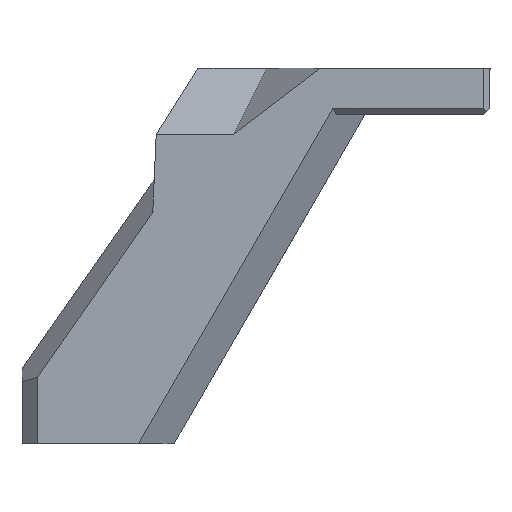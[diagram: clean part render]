
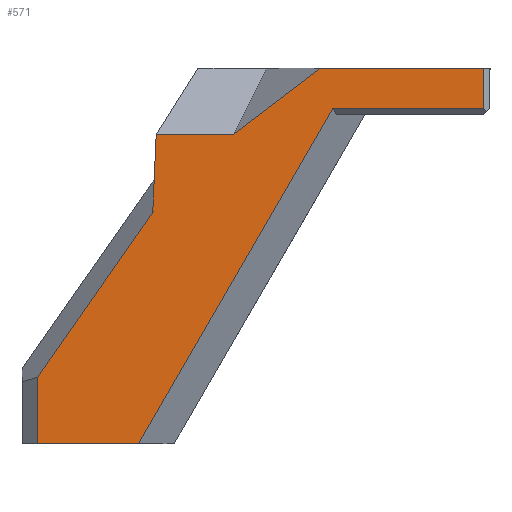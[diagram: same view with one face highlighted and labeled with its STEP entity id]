
A CAD part, front view. The second image highlights one B-rep face of the part: STEP entity #571.
In plain terms, the highlighted planar face has unit normal (0, -1, 0).
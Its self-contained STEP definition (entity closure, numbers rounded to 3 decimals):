
#28=FACE_OUTER_BOUND('',#58,.T.);
#58=EDGE_LOOP('',(#420,#421,#422,#423,#424,#425,#426,#427,#428,#429));
#81=LINE('',#786,#160);
#92=LINE('',#807,#171);
#108=LINE('',#842,#187);
#111=LINE('',#848,#190);
#112=LINE('',#850,#191);
#113=LINE('',#852,#192);
#114=LINE('',#854,#193);
#115=LINE('',#856,#194);
#116=LINE('',#858,#195);
#117=LINE('',#859,#196);
#160=VECTOR('',#642,10.);
#171=VECTOR('',#655,10.);
#187=VECTOR('',#685,10.);
#190=VECTOR('',#690,10.);
#191=VECTOR('',#691,10.);
#192=VECTOR('',#692,10.);
#193=VECTOR('',#693,10.);
#194=VECTOR('',#694,10.);
#195=VECTOR('',#695,10.);
#196=VECTOR('',#696,10.);
#239=VERTEX_POINT('',#783);
#240=VERTEX_POINT('',#785);
#249=VERTEX_POINT('',#805);
#261=VERTEX_POINT('',#841);
#263=VERTEX_POINT('',#847);
#264=VERTEX_POINT('',#849);
#265=VERTEX_POINT('',#851);
#266=VERTEX_POINT('',#853);
#267=VERTEX_POINT('',#855);
#268=VERTEX_POINT('',#857);
#293=EDGE_CURVE('',#239,#240,#81,.T.);
#304=EDGE_CURVE('',#239,#249,#92,.F.);
#321=EDGE_CURVE('',#240,#261,#108,.T.);
#324=EDGE_CURVE('',#249,#263,#111,.T.);
#325=EDGE_CURVE('',#264,#263,#112,.T.);
#326=EDGE_CURVE('',#265,#264,#113,.T.);
#327=EDGE_CURVE('',#266,#265,#114,.T.);
#328=EDGE_CURVE('',#267,#266,#115,.T.);
#329=EDGE_CURVE('',#268,#267,#116,.T.);
#330=EDGE_CURVE('',#261,#268,#117,.T.);
#420=ORIENTED_EDGE('',*,*,#293,.F.);
#421=ORIENTED_EDGE('',*,*,#304,.T.);
#422=ORIENTED_EDGE('',*,*,#324,.T.);
#423=ORIENTED_EDGE('',*,*,#325,.F.);
#424=ORIENTED_EDGE('',*,*,#326,.F.);
#425=ORIENTED_EDGE('',*,*,#327,.F.);
#426=ORIENTED_EDGE('',*,*,#328,.F.);
#427=ORIENTED_EDGE('',*,*,#329,.F.);
#428=ORIENTED_EDGE('',*,*,#330,.F.);
#429=ORIENTED_EDGE('',*,*,#321,.F.);
#543=PLANE('',#615);
#571=ADVANCED_FACE('',(#28),#543,.F.);
#615=AXIS2_PLACEMENT_3D('',#846,#688,#689);
#642=DIRECTION('',(0.,0.,-1.));
#655=DIRECTION('',(1.,0.,0.));
#685=DIRECTION('',(-1.,0.,0.001));
#688=DIRECTION('center_axis',(0.,1.,0.));
#689=DIRECTION('ref_axis',(0.,0.,1.));
#690=DIRECTION('',(-0.796,0.,-0.606));
#691=DIRECTION('',(1.,0.,0.));
#692=DIRECTION('',(0.044,0.,0.999));
#693=DIRECTION('',(0.573,0.,0.82));
#694=DIRECTION('',(0.,0.,1.));
#695=DIRECTION('',(-1.,0.,0.));
#696=DIRECTION('',(-0.501,0.,-0.865));
#783=CARTESIAN_POINT('',(2.677,28.749,25.795));
#785=CARTESIAN_POINT('',(2.677,28.749,23.18));
#786=CARTESIAN_POINT('',(2.677,28.749,19.864));
#805=CARTESIAN_POINT('',(-7.928,28.749,25.795));
#807=CARTESIAN_POINT('',(0.501,28.749,25.795));
#841=CARTESIAN_POINT('',(-7.14,28.749,23.192));
#842=CARTESIAN_POINT('',(5.609,28.749,23.177));
#846=CARTESIAN_POINT('Origin',(1.001,28.749,26.152));
#847=CARTESIAN_POINT('',(-13.594,28.749,21.48));
#848=CARTESIAN_POINT('',(-5.384,28.749,27.733));
#849=CARTESIAN_POINT('',(-18.625,28.749,21.48));
#850=CARTESIAN_POINT('',(-4.843,28.749,21.48));
#851=CARTESIAN_POINT('',(-18.85,28.749,16.429));
#852=CARTESIAN_POINT('',(-18.534,28.749,23.52));
#853=CARTESIAN_POINT('',(-26.35,28.749,5.696));
#854=CARTESIAN_POINT('',(-12.717,28.749,25.204));
#855=CARTESIAN_POINT('',(-26.35,28.749,1.356));
#856=CARTESIAN_POINT('',(-26.35,28.749,23.626));
#857=CARTESIAN_POINT('',(-19.78,28.749,1.356));
#858=CARTESIAN_POINT('',(-13.675,28.749,1.356));
#859=CARTESIAN_POINT('',(-7.881,28.749,21.911));
